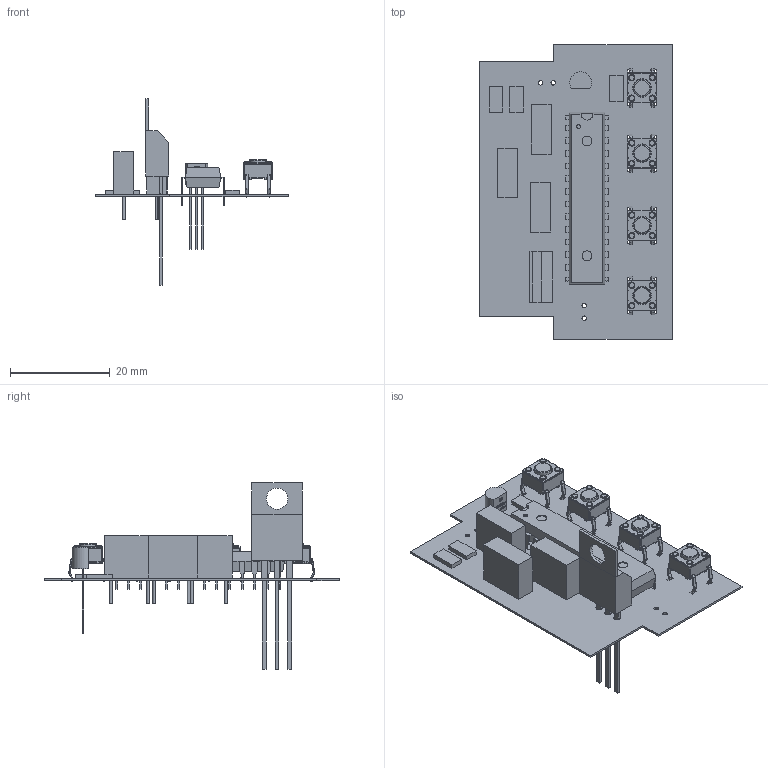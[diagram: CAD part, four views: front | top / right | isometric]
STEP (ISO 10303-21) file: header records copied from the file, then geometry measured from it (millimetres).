
FILE_DESCRIPTION(('Open CASCADE Model'),'2;1');
FILE_NAME('Open CASCADE Shape Model','2021-06-11T23:26:55',('Author'),( 'Open CASCADE'),'Open CASCADE STEP processor 6.8','Open CASCADE 6.8' ,'Unknown');
FILE_SCHEMA(('AUTOMOTIVE_DESIGN { 1 0 10303 214 1 1 1 1 }'));
Length unit declared in the file: millimetre
Products named in the file (28): PCB; BoardPCB2; Open CASCADE STEP translator 6.8 1.1.1; C?PCB2; 5075218368; Body; Leads; R3PCB2; 6637687232; Extruded; R2PCB2; R1PCB2; U?PCB2; ATMega328; stop?PCB2; Push_Tactile_Button_SPST-NO_6x6mm_L=5mm_Omron_B3F-1020; Q?PCB2; 5075211648; pre?PCB2; play?PCB2; next?PCB2; IC?PCB2; 5075209648; Tab; PinsArray; C2PCB2; C1PCB2
Assembly tree (34 placements, depth 4):
  PCB
    BoardPCB2
      Open CASCADE STEP translator 6.8 1.1.1
    C?PCB2
      5075218368
        Body
        Leads
    R3PCB2
      6637687232
        Extruded
    R2PCB2
      6637687232
        Extruded
    R1PCB2
      6637687232
        Extruded
    U?PCB2
      ATMega328
    stop?PCB2
      Push_Tactile_Button_SPST-NO_6x6mm_L=5mm_Omron_B3F-1020
    Q?PCB2
      5075211648
    pre?PCB2
      Push_Tactile_Button_SPST-NO_6x6mm_L=5mm_Omron_B3F-1020
    play?PCB2
      Push_Tactile_Button_SPST-NO_6x6mm_L=5mm_Omron_B3F-1020
    next?PCB2
      Push_Tactile_Button_SPST-NO_6x6mm_L=5mm_Omron_B3F-1020
    IC?PCB2
      5075209648
        Tab
        Body
        PinsArray
    C2PCB2
      5075218368
        Body
        Leads
    C1PCB2
      5075218368
        Body
        Leads
Bounding box: 38.61 x 59.05 x 37.41 mm (x, y, z)
Volume: 3924.1 mm3; surface area: 8361.1 mm2
Topology: 24 solids, 24 shells, 3186 faces, 7498 edges, 4358 vertices
Faces by surface type: plane 1236, cylinder 1072, torus 400, sphere 332, bspline 142, cone 4
Full cylindrical faces by diameter (mm): 0.55 x6, 0.75 x6, 0.8 x1, 0.9 x4, 0.95 x16, 0.981 x3, 1 x16, 1.32 x3, 2 x2, 3.6 x4, 4.267 x1
Entity records: 51254 total; most frequent: CARTESIAN_POINT 10070, ORIENTED_EDGE 6964, DIRECTION 6903, EDGE_CURVE 3482, LINE 2611, VECTOR 2611, VERTEX_POINT 2155, AXIS2_PLACEMENT_3D 2146
